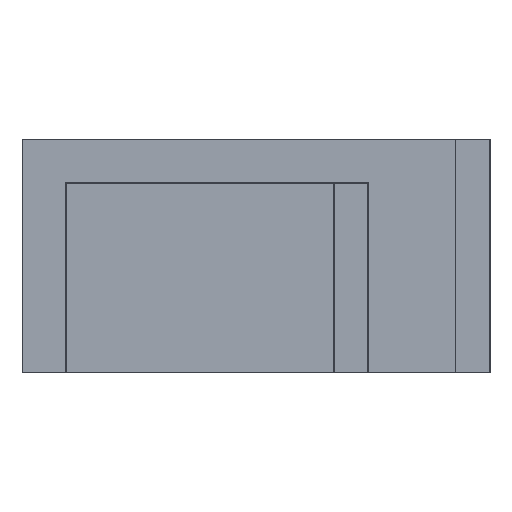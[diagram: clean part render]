
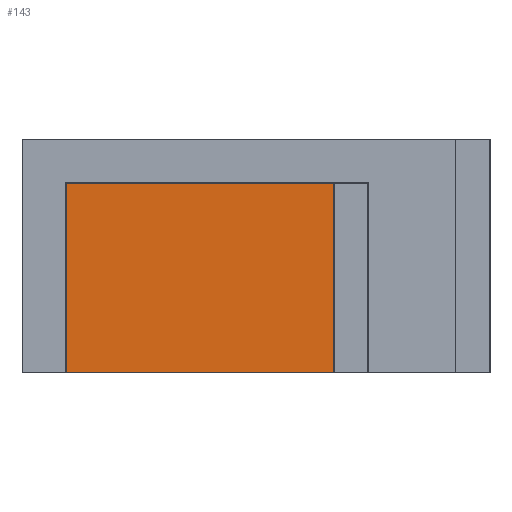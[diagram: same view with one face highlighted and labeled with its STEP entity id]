
A CAD part, front view. The second image highlights one B-rep face of the part: STEP entity #143.
In plain terms, the highlighted planar face has unit normal (0, -1, 0).
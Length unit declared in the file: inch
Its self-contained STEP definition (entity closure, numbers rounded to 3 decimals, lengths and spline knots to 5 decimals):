
#3 = VECTOR ( 'NONE', #190, 39.37008 ) ;
#16 = VECTOR ( 'NONE', #120, 39.37008 ) ;
#43 = ORIENTED_EDGE ( 'NONE', *, *, #790, .T. ) ;
#45 = EDGE_CURVE ( 'NONE', #1015, #534, #937, .T. ) ;
#76 = CARTESIAN_POINT ( 'NONE',  ( 73.7907, 0.9186, -96. ) ) ;
#93 = CARTESIAN_POINT ( 'NONE',  ( 73.7907, 0.9186, -18. ) ) ;
#119 = DIRECTION ( 'NONE',  ( 0., 0., 1. ) ) ;
#120 = DIRECTION ( 'NONE',  ( 0., 0., 1. ) ) ;
#143 = ADVANCED_FACE ( 'NONE', ( #198 ), #1009, .T. ) ;
#190 = DIRECTION ( 'NONE',  ( -1., 0., 0. ) ) ;
#198 = FACE_OUTER_BOUND ( 'NONE', #988, .T. ) ;
#221 = VECTOR ( 'NONE', #119, 39.37008 ) ;
#263 = CARTESIAN_POINT ( 'NONE',  ( -36.2093, 0.9186, -96. ) ) ;
#287 = CARTESIAN_POINT ( 'NONE',  ( -36.2093, 0.9186, -96. ) ) ;
#326 = ORIENTED_EDGE ( 'NONE', *, *, #998, .T. ) ;
#373 = DIRECTION ( 'NONE',  ( 0., -1., 0. ) ) ;
#488 = ORIENTED_EDGE ( 'NONE', *, *, #839, .T. ) ;
#525 = CARTESIAN_POINT ( 'NONE',  ( 73.7907, 0.9186, -96. ) ) ;
#534 = VERTEX_POINT ( 'NONE', #946 ) ;
#591 = CARTESIAN_POINT ( 'NONE',  ( 113.7907, 0.9186, -18. ) ) ;
#637 = VECTOR ( 'NONE', #686, 39.37008 ) ;
#686 = DIRECTION ( 'NONE',  ( 1., 0., 0. ) ) ;
#746 = VERTEX_POINT ( 'NONE', #93 ) ;
#790 = EDGE_CURVE ( 'NONE', #1015, #1050, #849, .T. ) ;
#839 = EDGE_CURVE ( 'NONE', #746, #534, #840, .T. ) ;
#840 = LINE ( 'NONE', #591, #3 ) ;
#849 = LINE ( 'NONE', #996, #637 ) ;
#850 = DIRECTION ( 'NONE',  ( 1., 0., 0. ) ) ;
#871 = LINE ( 'NONE', #1017, #16 ) ;
#937 = LINE ( 'NONE', #263, #221 ) ;
#946 = CARTESIAN_POINT ( 'NONE',  ( -36.2093, 0.9186, -18. ) ) ;
#951 = ORIENTED_EDGE ( 'NONE', *, *, #45, .F. ) ;
#962 = AXIS2_PLACEMENT_3D ( 'NONE', #525, #373, #850 ) ;
#988 = EDGE_LOOP ( 'NONE', ( #488, #951, #43, #326 ) ) ;
#996 = CARTESIAN_POINT ( 'NONE',  ( 73.7907, 0.9186, -96. ) ) ;
#998 = EDGE_CURVE ( 'NONE', #1050, #746, #871, .T. ) ;
#1009 = PLANE ( 'NONE',  #962 ) ;
#1015 = VERTEX_POINT ( 'NONE', #287 ) ;
#1017 = CARTESIAN_POINT ( 'NONE',  ( 73.7907, 0.9186, -96. ) ) ;
#1050 = VERTEX_POINT ( 'NONE', #76 ) ;
